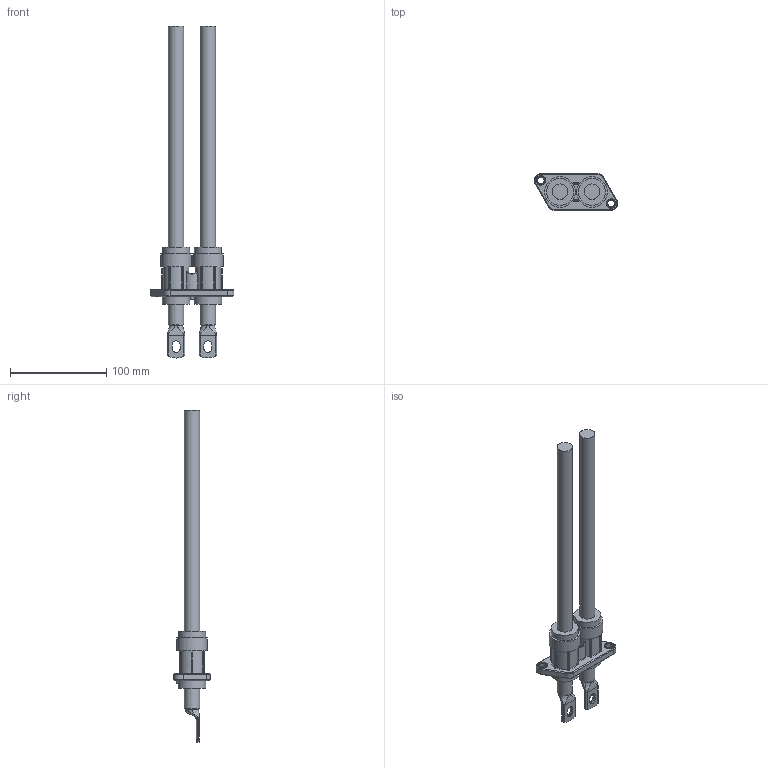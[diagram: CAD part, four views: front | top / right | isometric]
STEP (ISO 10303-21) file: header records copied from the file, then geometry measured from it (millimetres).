
FILE_DESCRIPTION(/* description */ (''),/* implementation_level */ '2;1');
FILE_NAME(/* name */ 'PE326898.stp',/* time_stamp */ '2015-11-16T19:07:55+08:00',/* author */ (''),/* organization */ (''),/* preprocessor_version */ 'ST-DEVELOPER v15',/* originating_system */ 'SIEMENS PLM Software NX 9.0',/* authorisation */ '');
FILE_SCHEMA (('CONFIG_CONTROL_DESIGN'));
Length unit declared in the file: millimetre
Products named in the file (1): PE326898
Bounding box: 87 x 38 x 344.3 mm (x, y, z)
Volume: 185324.3 mm3; surface area: 50875.3 mm2
Topology: 1 solids, 1 shells, 314 faces, 827 edges, 528 vertices
Faces by surface type: cylinder 131, plane 97, bspline 34, torus 30, cone 14, sphere 8
Full cylindrical faces by diameter (mm): 3.5 x1, 15.8 x4, 28.046 x2, 28.5 x2, 31.872 x2
Entity records: 11626 total; most frequent: CARTESIAN_POINT 4029, ORIENTED_EDGE 1576, DIRECTION 1538, EDGE_CURVE 788, AXIS2_PLACEMENT_3D 603, VERTEX_POINT 522, EDGE_LOOP 368, LINE 332
